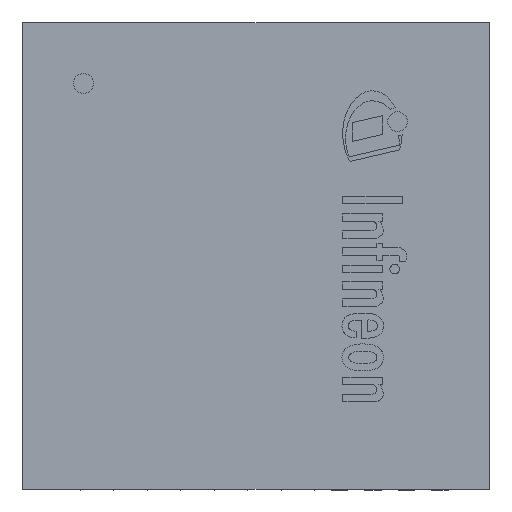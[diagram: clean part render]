
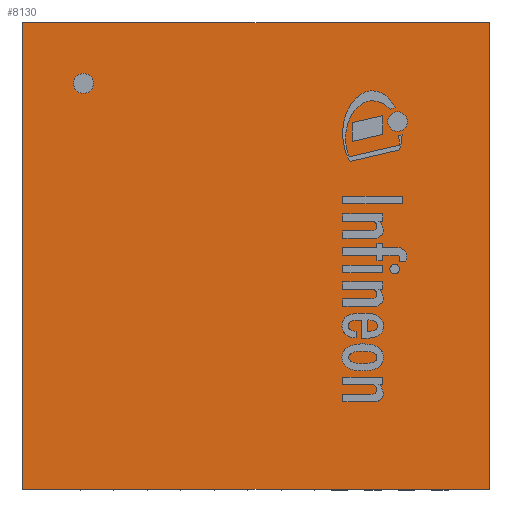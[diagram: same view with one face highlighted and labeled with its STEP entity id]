
A CAD part, top view. The second image highlights one B-rep face of the part: STEP entity #8130.
In plain terms, the highlighted planar face has unit normal (0, 0, 1).
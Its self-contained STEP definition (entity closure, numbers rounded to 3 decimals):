
#322=FACE_BOUND('',#1055,.T.);
#533=FACE_OUTER_BOUND('',#1054,.T.);
#1054=EDGE_LOOP('',(#6353,#6354,#6355,#6356));
#1055=EDGE_LOOP('',(#6357));
#1664=LINE('',#12990,#2479);
#1668=LINE('',#12998,#2483);
#1671=LINE('',#13004,#2486);
#1674=LINE('',#13009,#2489);
#2479=VECTOR('',#10540,1.);
#2483=VECTOR('',#10546,1.);
#2486=VECTOR('',#10551,1.);
#2489=VECTOR('',#10556,1.);
#3223=CIRCLE('',#8935,0.15);
#3691=VERTEX_POINT('',#12982);
#3693=VERTEX_POINT('',#12988);
#3694=VERTEX_POINT('',#12989);
#3697=VERTEX_POINT('',#12997);
#3699=VERTEX_POINT('',#13003);
#4642=EDGE_CURVE('',#3691,#3691,#3223,.T.);
#4644=EDGE_CURVE('',#3693,#3694,#1664,.T.);
#4648=EDGE_CURVE('',#3694,#3697,#1668,.T.);
#4651=EDGE_CURVE('',#3697,#3699,#1671,.T.);
#4654=EDGE_CURVE('',#3699,#3693,#1674,.T.);
#6353=ORIENTED_EDGE('',*,*,#4644,.F.);
#6354=ORIENTED_EDGE('',*,*,#4654,.F.);
#6355=ORIENTED_EDGE('',*,*,#4651,.F.);
#6356=ORIENTED_EDGE('',*,*,#4648,.F.);
#6357=ORIENTED_EDGE('',*,*,#4642,.T.);
#7670=PLANE('',#8942);
#8130=ADVANCED_FACE('',(#533,#322),#7670,.T.);
#8935=AXIS2_PLACEMENT_3D('',#12983,#10532,#10533);
#8942=AXIS2_PLACEMENT_3D('',#13011,#10558,#10559);
#10532=DIRECTION('center_axis',(0.,0.,-1.));
#10533=DIRECTION('ref_axis',(0.,-1.,0.));
#10540=DIRECTION('',(-1.,0.,0.));
#10546=DIRECTION('',(0.,1.,0.));
#10551=DIRECTION('',(1.,0.,0.));
#10556=DIRECTION('',(0.,-1.,0.));
#10558=DIRECTION('center_axis',(0.,0.,1.));
#10559=DIRECTION('ref_axis',(0.,-1.,0.));
#12982=CARTESIAN_POINT('',(-2.58,2.73,0.9));
#12983=CARTESIAN_POINT('Origin',(-2.58,2.58,0.9));
#12988=CARTESIAN_POINT('',(3.49,-3.49,0.9));
#12989=CARTESIAN_POINT('',(-3.49,-3.49,0.9));
#12990=CARTESIAN_POINT('',(3.49,-3.49,0.9));
#12997=CARTESIAN_POINT('',(-3.49,3.49,0.9));
#12998=CARTESIAN_POINT('',(-3.49,-3.49,0.9));
#13003=CARTESIAN_POINT('',(3.49,3.49,0.9));
#13004=CARTESIAN_POINT('',(-3.49,3.49,0.9));
#13009=CARTESIAN_POINT('',(3.49,3.49,0.9));
#13011=CARTESIAN_POINT('Origin',(0.,0.,
0.9));
